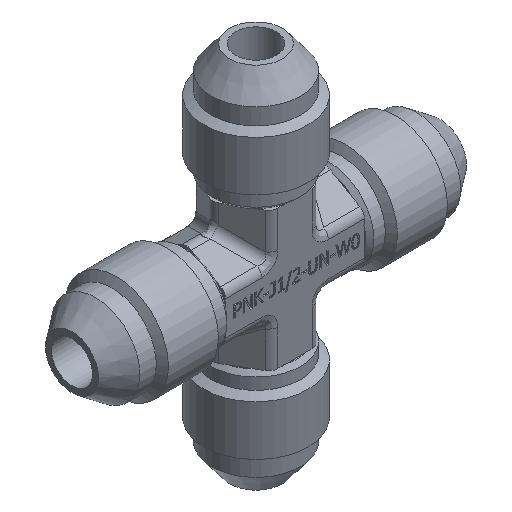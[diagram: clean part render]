
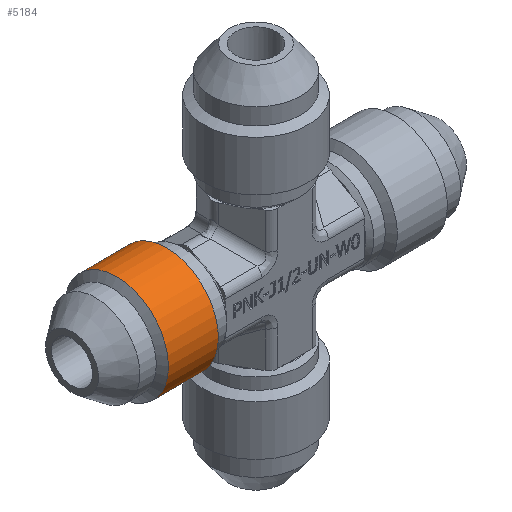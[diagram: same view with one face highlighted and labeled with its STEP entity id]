
A CAD part, isometric view. The second image highlights one B-rep face of the part: STEP entity #5184.
In plain terms, the highlighted cylindrical face has radius 6.35 mm (diameter 12.7 mm), a full revolution.
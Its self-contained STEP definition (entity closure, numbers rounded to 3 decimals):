
#80=CIRCLE('',#5527,6.35);
#82=CIRCLE('',#5530,6.35);
#172=CYLINDRICAL_SURFACE('',#5529,6.35);
#642=FACE_OUTER_BOUND('',#965,.T.);
#965=EDGE_LOOP('',(#4429,#4430,#4431,#4432));
#1467=LINE('',#8751,#1974);
#1974=VECTOR('',#6550,6.35);
#2543=VERTEX_POINT('',#8743);
#2545=VERTEX_POINT('',#8749);
#3191=EDGE_CURVE('',#2543,#2543,#80,.T.);
#3194=EDGE_CURVE('',#2545,#2545,#82,.T.);
#3195=EDGE_CURVE('',#2545,#2543,#1467,.T.);
#4429=ORIENTED_EDGE('',*,*,#3194,.F.);
#4430=ORIENTED_EDGE('',*,*,#3195,.T.);
#4431=ORIENTED_EDGE('',*,*,#3191,.T.);
#4432=ORIENTED_EDGE('',*,*,#3195,.F.);
#5184=ADVANCED_FACE('',(#642),#172,.T.);
#5527=AXIS2_PLACEMENT_3D('',#8744,#6541,#6542);
#5529=AXIS2_PLACEMENT_3D('',#8748,#6546,#6547);
#5530=AXIS2_PLACEMENT_3D('',#8750,#6548,#6549);
#6541=DIRECTION('center_axis',(-1.,0.,0.));
#6542=DIRECTION('ref_axis',(0.,1.,0.));
#6546=DIRECTION('center_axis',(-1.,0.,0.));
#6547=DIRECTION('ref_axis',(0.,1.,0.));
#6548=DIRECTION('center_axis',(-1.,0.,0.));
#6549=DIRECTION('ref_axis',(0.,1.,0.));
#6550=DIRECTION('',(1.,0.,0.));
#8743=CARTESIAN_POINT('',(-10.948,-6.35,0.));
#8744=CARTESIAN_POINT('Origin',(-10.948,0.,
0.));
#8748=CARTESIAN_POINT('Origin',(-14.002,0.,0.));
#8749=CARTESIAN_POINT('',(-17.055,-6.35,0.));
#8750=CARTESIAN_POINT('Origin',(-17.055,0.,
0.));
#8751=CARTESIAN_POINT('',(-14.002,-6.35,0.));
